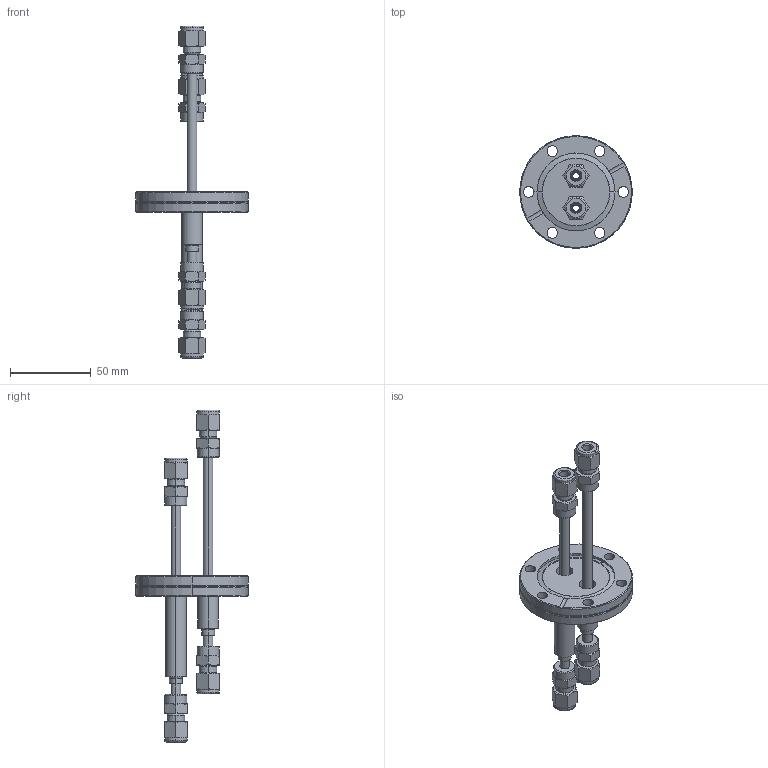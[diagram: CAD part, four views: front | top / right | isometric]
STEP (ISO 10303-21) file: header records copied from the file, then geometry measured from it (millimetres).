
FILE_DESCRIPTION (( 'STEP AP214' ), '1' );
FILE_NAME ('420XFN040-2-SS.stp', '2017-06-01T05:32:06', ( '' ), ( '' ), 'SwSTEP 2.0', 'SolidWorks 2015', '' );
FILE_SCHEMA (( 'AUTOMOTIVE_DESIGN' ));
Length unit declared in the file: millimetre
Products named in the file (1): 420XFN040-2-SS
Bounding box: 69.9 x 69.9 x 206 mm (x, y, z)
Volume: 64151.8 mm3; surface area: 33810 mm2
Topology: 1 solids, 5 shells, 375 faces, 816 edges, 483 vertices
Faces by surface type: cone 177, plane 92, cylinder 88, torus 10, bspline 8
Entity records: 15712 total; most frequent: CARTESIAN_POINT 3479, DIRECTION 1735, ORIENTED_EDGE 1632, EDGE_CURVE 816, AXIS2_PLACEMENT_3D 759, VERTEX_POINT 483, EDGE_LOOP 431, CIRCLE 391
